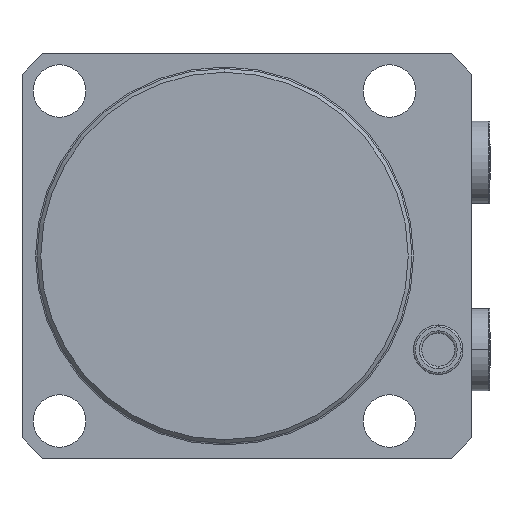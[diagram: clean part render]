
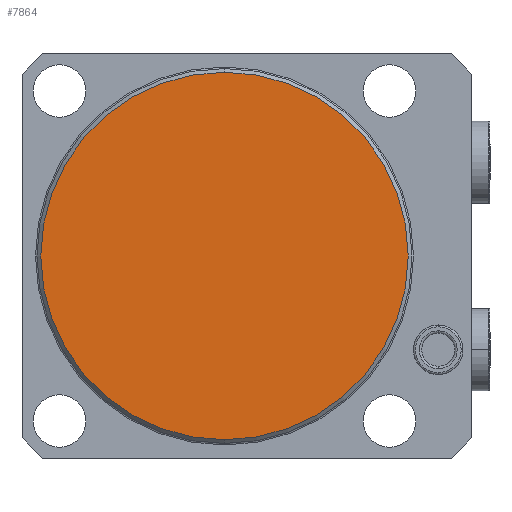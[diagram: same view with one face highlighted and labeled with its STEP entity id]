
A CAD part, front view. The second image highlights one B-rep face of the part: STEP entity #7864.
In plain terms, the highlighted planar face has unit normal (0, -1, 0).
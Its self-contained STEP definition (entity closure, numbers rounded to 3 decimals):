
#242 = AXIS2_PLACEMENT_3D ( 'NONE', #1347, #1334, #1332 ) ;
#503 = FACE_OUTER_BOUND ( 'NONE', #4647, .T. ) ;
#812 = CIRCLE ( 'NONE', #5606, 49. ) ;
#1332 = DIRECTION ( 'NONE',  ( 0., 0., 1. ) ) ;
#1334 = DIRECTION ( 'NONE',  ( 0., 1., 0. ) ) ;
#1342 = PLANE ( 'NONE',  #242 ) ;
#1347 = CARTESIAN_POINT ( 'NONE',  ( 0., -80., 0. ) ) ;
#1771 = CARTESIAN_POINT ( 'NONE',  ( 0., -80., 49. ) ) ;
#1961 = CARTESIAN_POINT ( 'NONE',  ( 0., -80., -49. ) ) ;
#3030 = ORIENTED_EDGE ( 'NONE', *, *, #6226, .T. ) ;
#3031 = ORIENTED_EDGE ( 'NONE', *, *, #5652, .T. ) ;
#3786 = DIRECTION ( 'NONE',  ( 0., 0., 1. ) ) ;
#3787 = DIRECTION ( 'NONE',  ( 0., -1., 0. ) ) ;
#3790 = CARTESIAN_POINT ( 'NONE',  ( 0., -80., 0. ) ) ;
#4647 = EDGE_LOOP ( 'NONE', ( #3030, #3031 ) ) ;
#4893 = VERTEX_POINT ( 'NONE', #1961 ) ;
#5096 = VERTEX_POINT ( 'NONE', #1771 ) ;
#5606 = AXIS2_PLACEMENT_3D ( 'NONE', #3790, #3787, #3786 ) ;
#5652 = EDGE_CURVE ( 'NONE', #4893, #5096, #6490, .T. ) ;
#5792 = AXIS2_PLACEMENT_3D ( 'NONE', #6999, #6987, #6986 ) ;
#6226 = EDGE_CURVE ( 'NONE', #5096, #4893, #812, .T. ) ;
#6490 = CIRCLE ( 'NONE', #5792, 49. ) ;
#6986 = DIRECTION ( 'NONE',  ( 0., 0., 1. ) ) ;
#6987 = DIRECTION ( 'NONE',  ( 0., -1., 0. ) ) ;
#6999 = CARTESIAN_POINT ( 'NONE',  ( 0., -80., 0. ) ) ;
#7864 = ADVANCED_FACE ( 'NONE', ( #503 ), #1342, .F. ) ;
